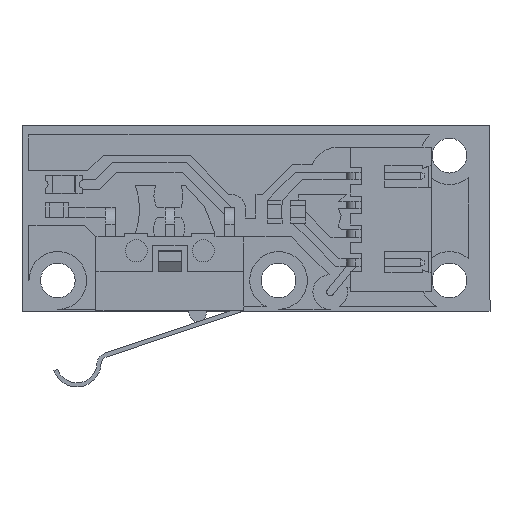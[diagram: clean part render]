
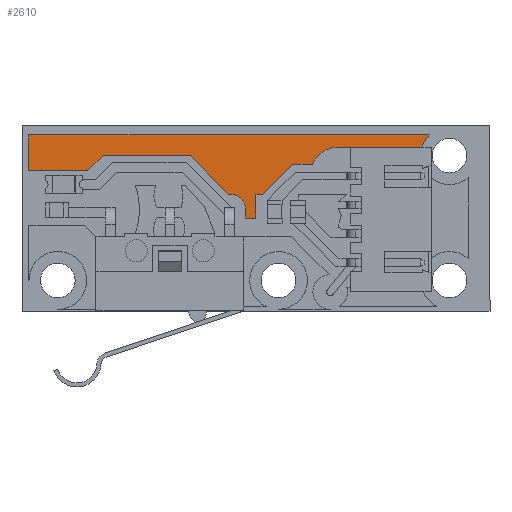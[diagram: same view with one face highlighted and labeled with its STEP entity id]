
A CAD part, front view. The second image highlights one B-rep face of the part: STEP entity #2610.
In plain terms, the highlighted planar face has unit normal (0, -1, 0).
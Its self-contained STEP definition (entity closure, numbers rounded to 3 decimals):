
#20 = CARTESIAN_POINT ( 'NONE',  ( 0.563, -0.76, 2.033 ) ) ;
#41 = DIRECTION ( 'NONE',  ( 0.707, 0., -0.707 ) ) ;
#359 = CARTESIAN_POINT ( 'NONE',  ( 0., -0.76, 0. ) ) ;
#589 = CARTESIAN_POINT ( 'NONE',  ( 0.563, -0.76, 2.033 ) ) ;
#713 = ORIENTED_EDGE ( 'NONE', *, *, #10381, .T. ) ;
#869 = VERTEX_POINT ( 'NONE', #10302 ) ;
#1142 = VECTOR ( 'NONE', #41, 1000. ) ;
#1281 = ORIENTED_EDGE ( 'NONE', *, *, #2082, .T. ) ;
#1289 = LINE ( 'NONE', #11448, #11529 ) ;
#1332 = CARTESIAN_POINT ( 'NONE',  ( -2.197, -0.76, 0.756 ) ) ;
#1491 = VERTEX_POINT ( 'NONE', #2460 ) ;
#1758 = VECTOR ( 'NONE', #11886, 1000. ) ;
#2082 = EDGE_CURVE ( 'NONE', #15711, #3644, #18232, .T. ) ;
#2115 = DIRECTION ( 'NONE',  ( 0., 1., 0. ) ) ;
#2271 = AXIS2_PLACEMENT_3D ( 'NONE', #18963, #2420, #14022 ) ;
#2420 = DIRECTION ( 'NONE',  ( 0., 1., 0. ) ) ;
#2460 = CARTESIAN_POINT ( 'NONE',  ( -0.9, -0.76, 0.756 ) ) ;
#2464 = CARTESIAN_POINT ( 'NONE',  ( 0., -0.76, 2.033 ) ) ;
#2610 = ADVANCED_FACE ( 'NONE', ( #6789 ), #8428, .T. ) ;
#2646 = VERTEX_POINT ( 'NONE', #14283 ) ;
#2690 = LINE ( 'NONE', #11398, #13011 ) ;
#2905 = VECTOR ( 'NONE', #13238, 1000. ) ;
#3135 = ORIENTED_EDGE ( 'NONE', *, *, #6859, .T. ) ;
#3222 = ORIENTED_EDGE ( 'NONE', *, *, #12607, .T. ) ;
#3224 = CARTESIAN_POINT ( 'NONE',  ( -14.548, -0.76, 4.084 ) ) ;
#3236 = EDGE_CURVE ( 'NONE', #2646, #4929, #8863, .T. ) ;
#3281 = AXIS2_PLACEMENT_3D ( 'NONE', #15702, #11211, #18395 ) ;
#3363 = LINE ( 'NONE', #7471, #11545 ) ;
#3374 = ORIENTED_EDGE ( 'NONE', *, *, #8689, .T. ) ;
#3644 = VERTEX_POINT ( 'NONE', #11462 ) ;
#3726 = VERTEX_POINT ( 'NONE', #15089 ) ;
#3933 = VERTEX_POINT ( 'NONE', #9444 ) ;
#4431 = ORIENTED_EDGE ( 'NONE', *, *, #6136, .T. ) ;
#4527 = ORIENTED_EDGE ( 'NONE', *, *, #7167, .T. ) ;
#4565 = CARTESIAN_POINT ( 'NONE',  ( -5.691, -0.76, 5.4 ) ) ;
#4670 = CARTESIAN_POINT ( 'NONE',  ( 0., -0.76, 2.033 ) ) ;
#4687 = DIRECTION ( 'NONE',  ( 1., 0., 0. ) ) ;
#4719 = VECTOR ( 'NONE', #13586, 1000. ) ;
#4902 = CARTESIAN_POINT ( 'NONE',  ( 15.009, -0.76, 7.194 ) ) ;
#4929 = VERTEX_POINT ( 'NONE', #7453 ) ;
#5029 = CIRCLE ( 'NONE', #2271, 2.5 ) ;
#5111 = CARTESIAN_POINT ( 'NONE',  ( 4.865, -0.76, 4.662 ) ) ;
#5561 = DIRECTION ( 'NONE',  ( 0., 1., 0. ) ) ;
#5740 = DIRECTION ( 'NONE',  ( 0., 0., 1. ) ) ;
#5848 = CARTESIAN_POINT ( 'NONE',  ( -19.657, -0.76, 4.084 ) ) ;
#6136 = EDGE_CURVE ( 'NONE', #7855, #6458, #17634, .T. ) ;
#6151 = CARTESIAN_POINT ( 'NONE',  ( 3.187, -0.76, 4.662 ) ) ;
#6290 = AXIS2_PLACEMENT_3D ( 'NONE', #8330, #18891, #8622 ) ;
#6334 = CARTESIAN_POINT ( 'NONE',  ( 15.009, -0.76, 7.194 ) ) ;
#6427 = DIRECTION ( 'NONE',  ( 1., 0., 0. ) ) ;
#6456 = VERTEX_POINT ( 'NONE', #4670 ) ;
#6458 = VERTEX_POINT ( 'NONE', #3224 ) ;
#6506 = DIRECTION ( 'NONE',  ( -1., 0., 0. ) ) ;
#6527 = DIRECTION ( 'NONE',  ( 1., 0., 0. ) ) ;
#6738 = VERTEX_POINT ( 'NONE', #20 ) ;
#6789 = FACE_OUTER_BOUND ( 'NONE', #7442, .T. ) ;
#6820 = ORIENTED_EDGE ( 'NONE', *, *, #7594, .T. ) ;
#6859 = EDGE_CURVE ( 'NONE', #6738, #15711, #10561, .T. ) ;
#7167 = EDGE_CURVE ( 'NONE', #3644, #3726, #9961, .T. ) ;
#7204 = VECTOR ( 'NONE', #4687, 1000. ) ;
#7442 = EDGE_LOOP ( 'NONE', ( #11631, #3222, #11068, #4431, #17879, #10693, #12538, #13620, #3374, #11289, #6820, #713, #11908, #3135, #1281, #4527, #14425 ) ) ;
#7453 = CARTESIAN_POINT ( 'NONE',  ( -2.338, -0.76, 2.046 ) ) ;
#7471 = CARTESIAN_POINT ( 'NONE',  ( -0.9, -0.76, 0. ) ) ;
#7554 = VERTEX_POINT ( 'NONE', #14371 ) ;
#7594 = EDGE_CURVE ( 'NONE', #3933, #7728, #12633, .T. ) ;
#7728 = VERTEX_POINT ( 'NONE', #359 ) ;
#7855 = VERTEX_POINT ( 'NONE', #11077 ) ;
#8330 = CARTESIAN_POINT ( 'NONE',  ( 7.152, -0.76, 3.649 ) ) ;
#8428 = PLANE ( 'NONE',  #3281 ) ;
#8622 = DIRECTION ( 'NONE',  ( 0., 0., -1. ) ) ;
#8679 = CIRCLE ( 'NONE', #18789, 1.297 ) ;
#8689 = EDGE_CURVE ( 'NONE', #15556, #1491, #12996, .T. ) ;
#8863 = LINE ( 'NONE', #4565, #1142 ) ;
#9444 = CARTESIAN_POINT ( 'NONE',  ( -0.9, -0.76, 0. ) ) ;
#9672 = VECTOR ( 'NONE', #5740, 1000. ) ;
#9961 = CIRCLE ( 'NONE', #6290, 2.501 ) ;
#10227 = CARTESIAN_POINT ( 'NONE',  ( 3.187, -0.76, 4.662 ) ) ;
#10302 = CARTESIAN_POINT ( 'NONE',  ( 14.365, -0.76, 6.15 ) ) ;
#10381 = EDGE_CURVE ( 'NONE', #7728, #6456, #15681, .T. ) ;
#10561 = LINE ( 'NONE', #6151, #2905 ) ;
#10693 = ORIENTED_EDGE ( 'NONE', *, *, #14217, .T. ) ;
#10751 = EDGE_CURVE ( 'NONE', #13936, #7855, #1289, .T. ) ;
#10926 = VECTOR ( 'NONE', #6506, 1000. ) ;
#11068 = ORIENTED_EDGE ( 'NONE', *, *, #10751, .T. ) ;
#11073 = EDGE_CURVE ( 'NONE', #1491, #3933, #3363, .T. ) ;
#11077 = CARTESIAN_POINT ( 'NONE',  ( -19.657, -0.76, 4.084 ) ) ;
#11211 = DIRECTION ( 'NONE',  ( 0., -1., 0. ) ) ;
#11278 = DIRECTION ( 'NONE',  ( 0., 0., -1. ) ) ;
#11289 = ORIENTED_EDGE ( 'NONE', *, *, #11073, .T. ) ;
#11398 = CARTESIAN_POINT ( 'NONE',  ( -14.548, -0.76, 4.084 ) ) ;
#11448 = CARTESIAN_POINT ( 'NONE',  ( -19.657, -0.76, 7.194 ) ) ;
#11462 = CARTESIAN_POINT ( 'NONE',  ( 4.865, -0.76, 4.662 ) ) ;
#11465 = AXIS2_PLACEMENT_3D ( 'NONE', #12546, #2115, #18309 ) ;
#11501 = DIRECTION ( 'NONE',  ( 0., 0., -1. ) ) ;
#11529 = VECTOR ( 'NONE', #11278, 1000. ) ;
#11545 = VECTOR ( 'NONE', #16212, 1000. ) ;
#11631 = ORIENTED_EDGE ( 'NONE', *, *, #14574, .T. ) ;
#11886 = DIRECTION ( 'NONE',  ( 1., 0., 0. ) ) ;
#11908 = ORIENTED_EDGE ( 'NONE', *, *, #13868, .T. ) ;
#12538 = ORIENTED_EDGE ( 'NONE', *, *, #3236, .T. ) ;
#12546 = CARTESIAN_POINT ( 'NONE',  ( -2.197, -0.76, 0.756 ) ) ;
#12607 = EDGE_CURVE ( 'NONE', #12612, #13936, #18312, .T. ) ;
#12612 = VERTEX_POINT ( 'NONE', #4902 ) ;
#12633 = LINE ( 'NONE', #17236, #14181 ) ;
#12996 = CIRCLE ( 'NONE', #11465, 1.297 ) ;
#13011 = VECTOR ( 'NONE', #13993, 1000. ) ;
#13238 = DIRECTION ( 'NONE',  ( 0.706, 0., 0.708 ) ) ;
#13586 = DIRECTION ( 'NONE',  ( 1., 0., 0. ) ) ;
#13620 = ORIENTED_EDGE ( 'NONE', *, *, #13957, .T. ) ;
#13868 = EDGE_CURVE ( 'NONE', #6456, #6738, #15331, .T. ) ;
#13936 = VERTEX_POINT ( 'NONE', #17156 ) ;
#13957 = EDGE_CURVE ( 'NONE', #4929, #15556, #8679, .T. ) ;
#13993 = DIRECTION ( 'NONE',  ( 0.707, 0., 0.707 ) ) ;
#14022 = DIRECTION ( 'NONE',  ( 0., 0., -1. ) ) ;
#14166 = DIRECTION ( 'NONE',  ( 1., 0., 0. ) ) ;
#14181 = VECTOR ( 'NONE', #14166, 1000. ) ;
#14217 = EDGE_CURVE ( 'NONE', #7554, #2646, #16768, .T. ) ;
#14250 = CARTESIAN_POINT ( 'NONE',  ( -2.197, -0.76, 2.054 ) ) ;
#14273 = VECTOR ( 'NONE', #6527, 1000. ) ;
#14283 = CARTESIAN_POINT ( 'NONE',  ( -5.691, -0.76, 5.4 ) ) ;
#14371 = CARTESIAN_POINT ( 'NONE',  ( -13.232, -0.76, 5.4 ) ) ;
#14425 = ORIENTED_EDGE ( 'NONE', *, *, #15405, .T. ) ;
#14574 = EDGE_CURVE ( 'NONE', #869, #12612, #5029, .T. ) ;
#15084 = EDGE_CURVE ( 'NONE', #6458, #7554, #2690, .T. ) ;
#15089 = CARTESIAN_POINT ( 'NONE',  ( 7.152, -0.76, 6.15 ) ) ;
#15227 = CARTESIAN_POINT ( 'NONE',  ( 14.365, -0.76, 6.15 ) ) ;
#15331 = LINE ( 'NONE', #589, #16941 ) ;
#15405 = EDGE_CURVE ( 'NONE', #3726, #869, #18181, .T. ) ;
#15556 = VERTEX_POINT ( 'NONE', #14250 ) ;
#15681 = LINE ( 'NONE', #2464, #9672 ) ;
#15702 = CARTESIAN_POINT ( 'NONE',  ( 16.75, -0.76, 5.4 ) ) ;
#15711 = VERTEX_POINT ( 'NONE', #10227 ) ;
#16212 = DIRECTION ( 'NONE',  ( 0., 0., -1. ) ) ;
#16768 = LINE ( 'NONE', #16854, #4719 ) ;
#16854 = CARTESIAN_POINT ( 'NONE',  ( -13.232, -0.76, 5.4 ) ) ;
#16941 = VECTOR ( 'NONE', #6427, 1000. ) ;
#17156 = CARTESIAN_POINT ( 'NONE',  ( -19.657, -0.76, 7.194 ) ) ;
#17236 = CARTESIAN_POINT ( 'NONE',  ( 0., -0.76, 0. ) ) ;
#17634 = LINE ( 'NONE', #5848, #1758 ) ;
#17879 = ORIENTED_EDGE ( 'NONE', *, *, #15084, .T. ) ;
#18181 = LINE ( 'NONE', #15227, #7204 ) ;
#18232 = LINE ( 'NONE', #5111, #14273 ) ;
#18309 = DIRECTION ( 'NONE',  ( 0., 0., -1. ) ) ;
#18312 = LINE ( 'NONE', #6334, #10926 ) ;
#18395 = DIRECTION ( 'NONE',  ( 0., 0., -1. ) ) ;
#18789 = AXIS2_PLACEMENT_3D ( 'NONE', #1332, #5561, #11501 ) ;
#18891 = DIRECTION ( 'NONE',  ( 0., 1., 0. ) ) ;
#18963 = CARTESIAN_POINT ( 'NONE',  ( 16.75, -0.76, 5.4 ) ) ;
